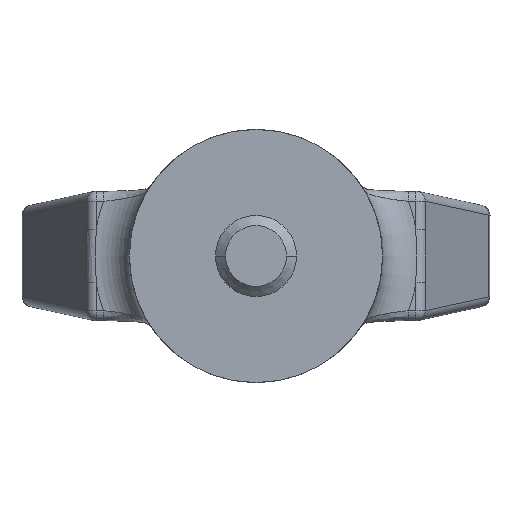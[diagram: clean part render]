
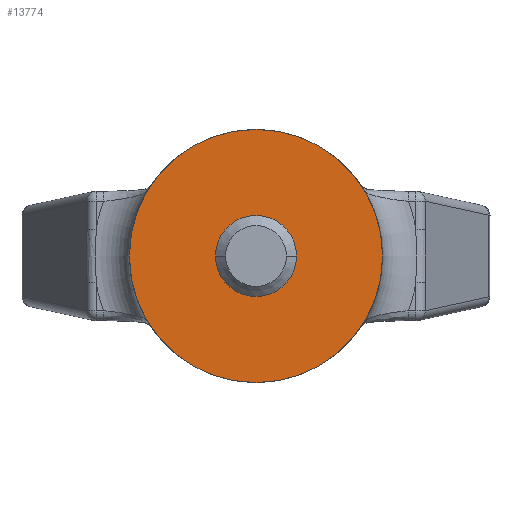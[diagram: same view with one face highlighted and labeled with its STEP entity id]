
A CAD part, front view. The second image highlights one B-rep face of the part: STEP entity #13774.
In plain terms, the highlighted planar face has unit normal (0, -1, 0).
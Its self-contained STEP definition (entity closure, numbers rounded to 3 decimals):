
#3566=CARTESIAN_POINT('',(0.,-22.,0.));
#3567=DIRECTION('',(0.,-1.,0.));
#3568=DIRECTION('',(-1.,0.,0.));
#3569=AXIS2_PLACEMENT_3D('',#3566,#3567,#3568);
#3571=CARTESIAN_POINT('',(0.,-22.,0.));
#3572=DIRECTION('',(0.,1.,0.));
#3573=DIRECTION('',(-1.,0.,0.));
#3574=AXIS2_PLACEMENT_3D('',#3571,#3572,#3573);
#7217=CARTESIAN_POINT('',(-12.5,-22.,0.));
#7218=CARTESIAN_POINT('',(12.5,-22.,0.));
#7219=VERTEX_POINT('',#7217);
#7220=VERTEX_POINT('',#7218);
#13765=CARTESIAN_POINT('',(0.,-22.,0.));
#13766=DIRECTION('',(0.,1.,0.));
#13767=DIRECTION('',(1.,0.,0.));
#13768=AXIS2_PLACEMENT_3D('',#13765,#13766,#13767);
#13769=PLANE('',#13768);
#13770=ORIENTED_EDGE('',*,*,#13122,.F.);
#13771=ORIENTED_EDGE('',*,*,#9382,.T.);
#13772=EDGE_LOOP('',(#13770,#13771));
#13773=FACE_OUTER_BOUND('',#13772,.F.);
#13774=ADVANCED_FACE('',(#13773),#13769,.F.);
#3570=CIRCLE('',#3569,12.5);
#3575=CIRCLE('',#3574,12.5);
#9382=EDGE_CURVE('',#7219,#7220,#3575,.T.);
#13122=EDGE_CURVE('',#7219,#7220,#3570,.T.);
